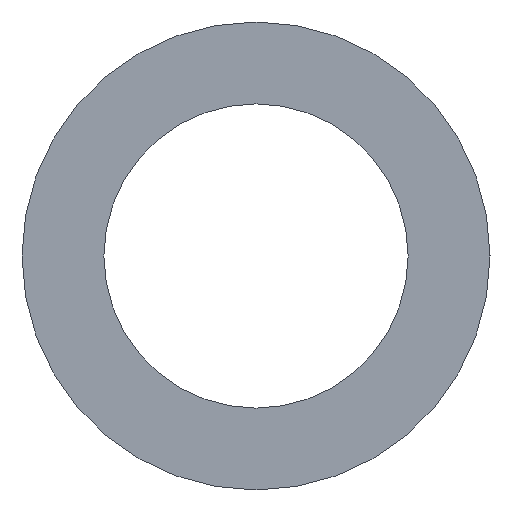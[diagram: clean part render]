
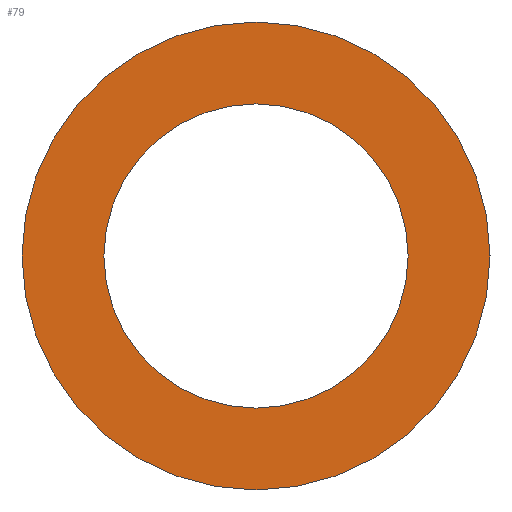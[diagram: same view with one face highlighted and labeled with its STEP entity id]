
A CAD part, left-side view. The second image highlights one B-rep face of the part: STEP entity #79.
In plain terms, the highlighted planar face has unit normal (-1, 0, 0).
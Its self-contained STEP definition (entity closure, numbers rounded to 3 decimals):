
#8 = DIRECTION ( 'NONE',  ( 0., 0., -1. ) ) ;
#9 = ORIENTED_EDGE ( 'NONE', *, *, #130, .T. ) ;
#23 = DIRECTION ( 'NONE',  ( 0., 0., -1. ) ) ;
#24 = EDGE_LOOP ( 'NONE', ( #9, #133 ) ) ;
#25 = EDGE_CURVE ( 'NONE', #110, #242, #36, .T. ) ;
#32 = ORIENTED_EDGE ( 'NONE', *, *, #25, .F. ) ;
#36 = CIRCLE ( 'NONE', #238, 5. ) ;
#53 = CARTESIAN_POINT ( 'NONE',  ( 0., 0., 3.25 ) ) ;
#54 = CARTESIAN_POINT ( 'NONE',  ( 0., 0., 5. ) ) ;
#60 = VERTEX_POINT ( 'NONE', #202 ) ;
#65 = DIRECTION ( 'NONE',  ( 1., 0., 0. ) ) ;
#79 = ADVANCED_FACE ( 'NONE', ( #156, #330 ), #189, .F. ) ;
#84 = DIRECTION ( 'NONE',  ( 0., 0., -1. ) ) ;
#96 = CIRCLE ( 'NONE', #283, 5. ) ;
#108 = CARTESIAN_POINT ( 'NONE',  ( 0., 0., 0. ) ) ;
#110 = VERTEX_POINT ( 'NONE', #178 ) ;
#112 = DIRECTION ( 'NONE',  ( 1., 0., 0. ) ) ;
#130 = EDGE_CURVE ( 'NONE', #225, #60, #143, .T. ) ;
#133 = ORIENTED_EDGE ( 'NONE', *, *, #274, .T. ) ;
#143 = CIRCLE ( 'NONE', #288, 3.25 ) ;
#144 = CARTESIAN_POINT ( 'NONE',  ( 0., 0., 0. ) ) ;
#154 = AXIS2_PLACEMENT_3D ( 'NONE', #212, #213, #214 ) ;
#156 = FACE_OUTER_BOUND ( 'NONE', #270, .T. ) ;
#178 = CARTESIAN_POINT ( 'NONE',  ( 0., 0., -5. ) ) ;
#189 = PLANE ( 'NONE',  #154 ) ;
#198 = CARTESIAN_POINT ( 'NONE',  ( 0., 0., 0. ) ) ;
#202 = CARTESIAN_POINT ( 'NONE',  ( 0., 0., -3.25 ) ) ;
#212 = CARTESIAN_POINT ( 'NONE',  ( 0., 0., 0. ) ) ;
#213 = DIRECTION ( 'NONE',  ( 1., 0., 0. ) ) ;
#214 = DIRECTION ( 'NONE',  ( 0., 0., -1. ) ) ;
#225 = VERTEX_POINT ( 'NONE', #53 ) ;
#238 = AXIS2_PLACEMENT_3D ( 'NONE', #198, #287, #8 ) ;
#240 = DIRECTION ( 'NONE',  ( 1., 0., 0. ) ) ;
#242 = VERTEX_POINT ( 'NONE', #54 ) ;
#248 = DIRECTION ( 'NONE',  ( 0., 0., -1. ) ) ;
#270 = EDGE_LOOP ( 'NONE', ( #291, #32 ) ) ;
#274 = EDGE_CURVE ( 'NONE', #60, #225, #319, .T. ) ;
#276 = EDGE_CURVE ( 'NONE', #242, #110, #96, .T. ) ;
#283 = AXIS2_PLACEMENT_3D ( 'NONE', #144, #65, #84 ) ;
#287 = DIRECTION ( 'NONE',  ( 1., 0., 0. ) ) ;
#288 = AXIS2_PLACEMENT_3D ( 'NONE', #108, #112, #23 ) ;
#291 = ORIENTED_EDGE ( 'NONE', *, *, #276, .F. ) ;
#297 = AXIS2_PLACEMENT_3D ( 'NONE', #333, #240, #248 ) ;
#319 = CIRCLE ( 'NONE', #297, 3.25 ) ;
#330 = FACE_BOUND ( 'NONE', #24, .T. ) ;
#333 = CARTESIAN_POINT ( 'NONE',  ( 0., 0., 0. ) ) ;
